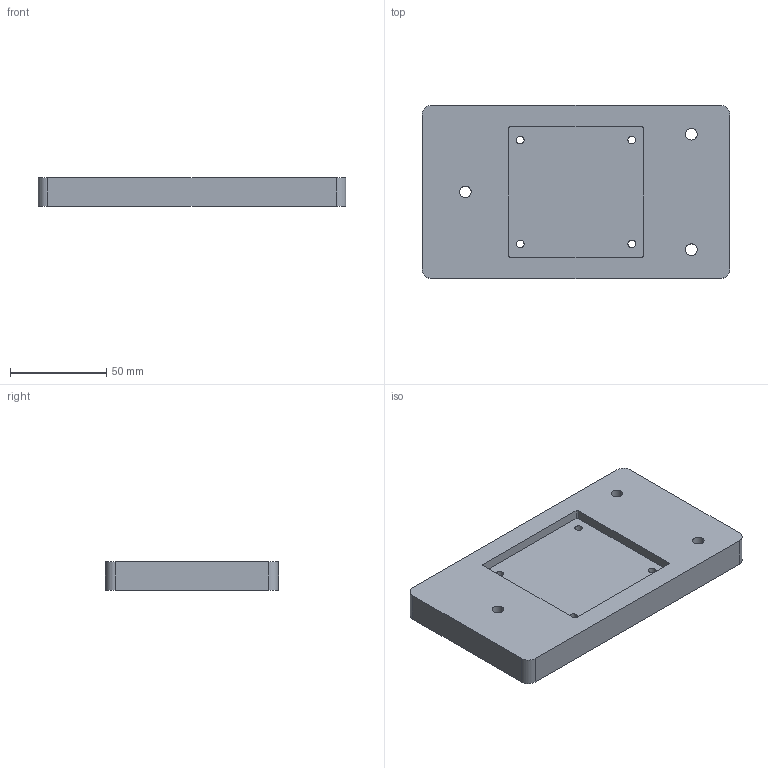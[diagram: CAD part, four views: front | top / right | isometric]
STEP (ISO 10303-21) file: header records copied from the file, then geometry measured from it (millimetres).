
FILE_DESCRIPTION(('CATIA V5 STEP Exchange'),'2;1');
FILE_NAME('Piece adaptation Arret U 2.stp','2023-04-18T14:31:21+00:00',('none'),('none'),'CATIA Version 5 Release 20 GA (IN-10)','CATIA V5 STEP AP203','none');
FILE_SCHEMA(('CONFIG_CONTROL_DESIGN'));
Length unit declared in the file: millimetre
Products named in the file (1): Piece adaptation Arret U 2
Bounding box: 160 x 90 x 15 mm (x, y, z)
Volume: 183721.5 mm3; surface area: 39653.6 mm2
Topology: 1 solids, 1 shells, 70 faces, 180 edges, 124 vertices
Faces by surface type: plane 42, cylinder 28
Entity records: 2086 total; most frequent: CARTESIAN_POINT 360, ORIENTED_EDGE 360, DIRECTION 290, EDGE_CURVE 180, VECTOR 124, LINE 124, VERTEX_POINT 120, AXIS2_PLACEMENT_3D 112
